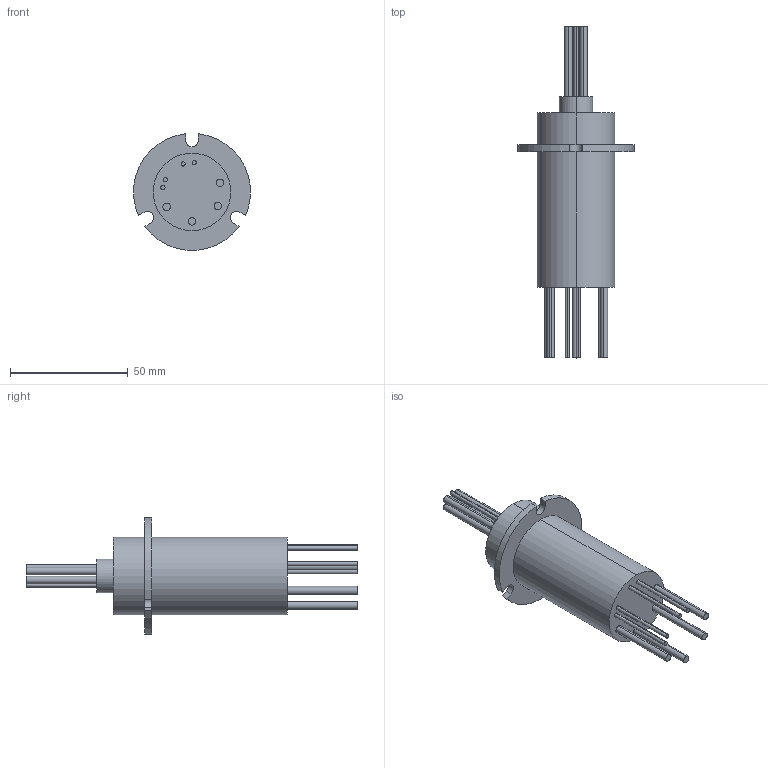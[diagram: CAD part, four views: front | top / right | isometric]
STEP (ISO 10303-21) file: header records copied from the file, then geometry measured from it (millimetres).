
FILE_DESCRIPTION (( 'STEP AP203' ), '1' );
FILE_NAME ('RX01120004.STEP', '2020-12-02T00:33:29', ( '微软用户' ), ( '微软中国' ), 'SwSTEP 2.0', 'SolidWorks 2014', '' );
FILE_SCHEMA (( 'CONFIG_CONTROL_DESIGN' ));
Length unit declared in the file: millimetre
Products named in the file (1): RX01120004
Bounding box: 49.66 x 141.2 x 49.56 mm (x, y, z)
Volume: 70148.6 mm3; surface area: 15744.8 mm2
Topology: 1 solids, 1 shells, 73 faces, 156 edges, 104 vertices
Faces by surface type: cylinder 46, plane 27
Entity records: 2099 total; most frequent: DIRECTION 396, CARTESIAN_POINT 334, ORIENTED_EDGE 312, AXIS2_PLACEMENT_3D 166, EDGE_CURVE 156, VERTEX_POINT 104, CIRCLE 92, EDGE_LOOP 92
